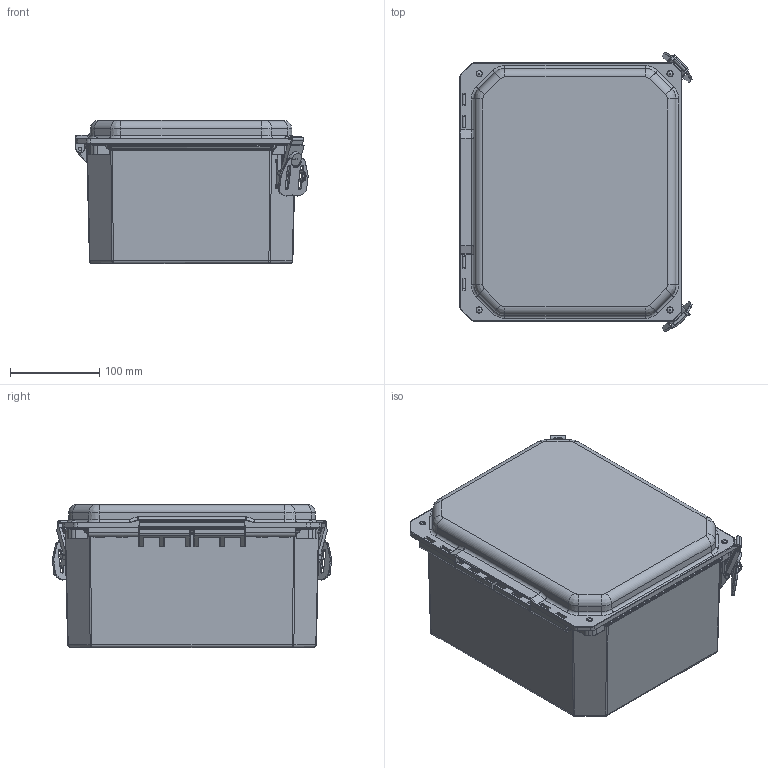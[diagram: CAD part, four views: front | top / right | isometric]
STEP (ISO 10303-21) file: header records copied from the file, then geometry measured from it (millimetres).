
FILE_DESCRIPTION(/* description */ (''),/* implementation_level */ '2;1');
FILE_NAME(/* name */ 'HW-CC100806CHTL.stp',/* time_stamp */ '2014-03-13T05:59:57-05:00',/* author */ ('pmescher'),/* organization */ (''),/* preprocessor_version */ 'ST-DEVELOPER v15.2',/* originating_system */ 'Autodesk Inventor 2014',/* authorisation */ '');
FILE_SCHEMA (('AUTOMOTIVE_DESIGN { 1 0 10303 214 3 1 1 }'));
Products named in the file (16): DS100806BOX; DSCC100806CVR; GA1008; WP1008HLU; BRASS INSERT-(; BRASS INSERT-(_1; BRASS INSERT-(_2; part2; AT40007; part1; hinge; part3; LOCKWT; RMHINGAT40006-03; DS COVER  BUSH; DSCC100806HLL_STP
Bounding box: 260.43 x 313.15 x 160.32 mm (x, y, z)
Volume: 1044454.4 mm3; surface area: 635743 mm2
Topology: 31 solids, 31 shells, 2278 faces, 5476 edges, 3217 vertices
Faces by surface type: cylinder 890, plane 656, bspline 384, torus 233, cone 102, sphere 13
Full cylindrical faces by diameter (mm): 1.267 x4, 1.27 x2, 2.489 x4, 3.429 x4, 3.48 x4, 3.81 x4, 3.861 x8, 3.962 x12, 5.08 x4, 5.3 x4, 5.563 x4, 6.248 x12, 6.401 x4, 7.925 x4, 9.22 x2, 15.24 x2
Entity records: 72688 total; most frequent: CARTESIAN_POINT 25892, DIRECTION 10129, ORIENTED_EDGE 9490, EDGE_CURVE 4745, AXIS2_PLACEMENT_3D 4014, VERTEX_POINT 2844, EDGE_LOOP 2187, LINE 2101
